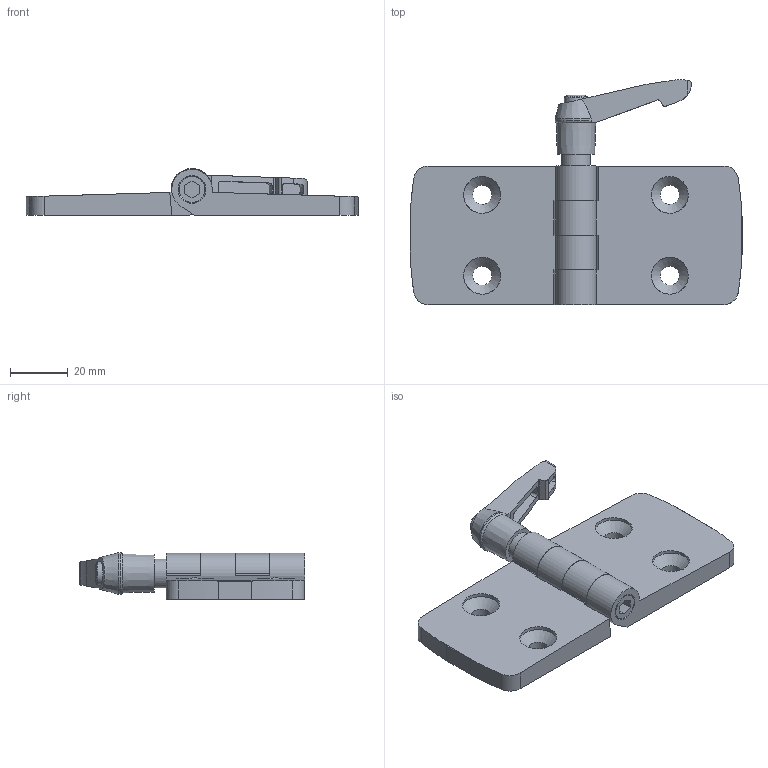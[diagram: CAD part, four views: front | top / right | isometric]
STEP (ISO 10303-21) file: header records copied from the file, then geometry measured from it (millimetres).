
FILE_DESCRIPTION( ( 'STEP AP214' ), '1' );
FILE_NAME( 'K0436.603333_0.stp', '2020-12-08T08:49:45', ( '' ), ( '' ), ' ', 'PARTsolutions', ' ' );
FILE_SCHEMA( ( 'AUTOMOTIVE_DESIGN { 1 0 10303 214 1 1 1 1 }' ) );
Length unit declared in the file: millimetre
Products named in the file (4): K0436.603333_0; _K0436.603333_0_links; _K0436.603333_rechts; _K0269.1061_
Assembly tree (3 placements, depth 2):
  K0436.603333_0
    _K0436.603333_0_links
    _K0436.603333_rechts
    _K0269.1061_
Bounding box: 115 x 78 x 16.25 mm (x, y, z)
Volume: 45420.1 mm3; surface area: 20236.8 mm2
Topology: 3 solids, 3 shells, 160 faces, 425 edges, 279 vertices
Faces by surface type: plane 80, cylinder 65, cone 10, torus 4, sphere 1
Full cylindrical faces by diameter (mm): 4.917 x1, 6 x1, 6.4 x4, 6.6 x4, 8 x1, 9 x1, 10 x1, 12.8 x4
Entity records: 6329 total; most frequent: CARTESIAN_POINT 1039, DIRECTION 835, ORIENTED_EDGE 778, EDGE_CURVE 389, AXIS2_PLACEMENT_3D 300, VERTEX_POINT 272, LINE 235, VECTOR 235
